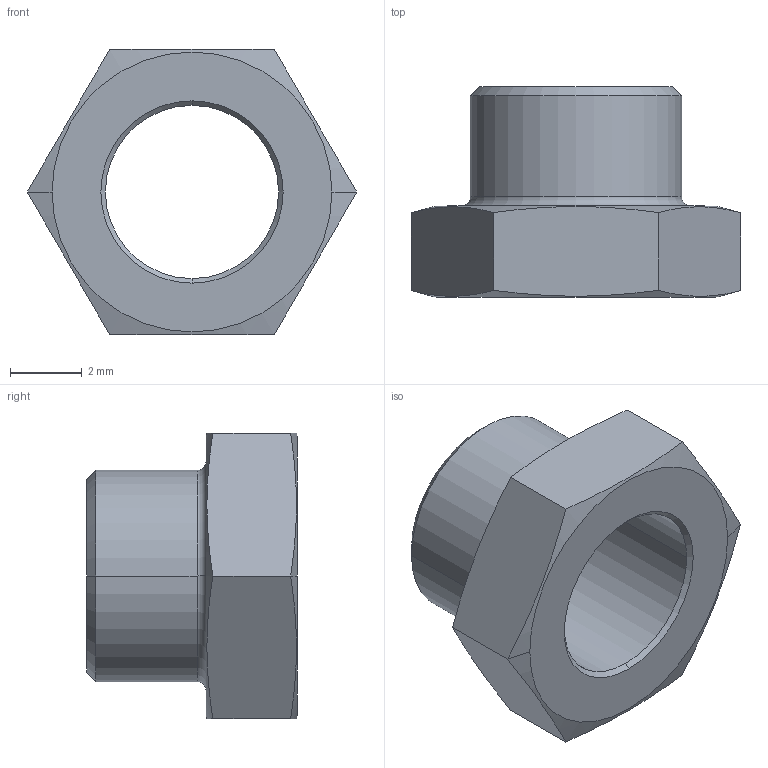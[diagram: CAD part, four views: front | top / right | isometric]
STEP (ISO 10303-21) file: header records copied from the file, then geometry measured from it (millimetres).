
FILE_DESCRIPTION (( 'STEP AP214' ), '1' );
FILE_NAME ('Southco-E6-10-301-20_E6_300_SERIES_ADJUSTMENT_NUT_FREE_RUNNING_CLF.STEP', '2021-07-25T19:32:38', ( '' ), ( '' ), 'SwSTEP 2.0', 'SolidWorks 2020', '' );
FILE_SCHEMA (( 'AUTOMOTIVE_DESIGN' ));
Length unit declared in the file: millimetre
Products named in the file (1): Southco-E6-10-301-20_E6_300_SERIES_ADJUSTMENT_NUT_FREE_RUNNING_CLF
Bounding box: 9.18 x 5.87 x 7.95 mm (x, y, z)
Volume: 121.1 mm3; surface area: 282.6 mm2
Topology: 1 solids, 1 shells, 25 faces, 58 edges, 36 vertices
Faces by surface type: cone 10, plane 9, cylinder 4, torus 2
Entity records: 775 total; most frequent: CARTESIAN_POINT 173, DIRECTION 120, ORIENTED_EDGE 116, EDGE_CURVE 58, AXIS2_PLACEMENT_3D 50, VERTEX_POINT 36, EDGE_LOOP 28, FACE_OUTER_BOUND 25
